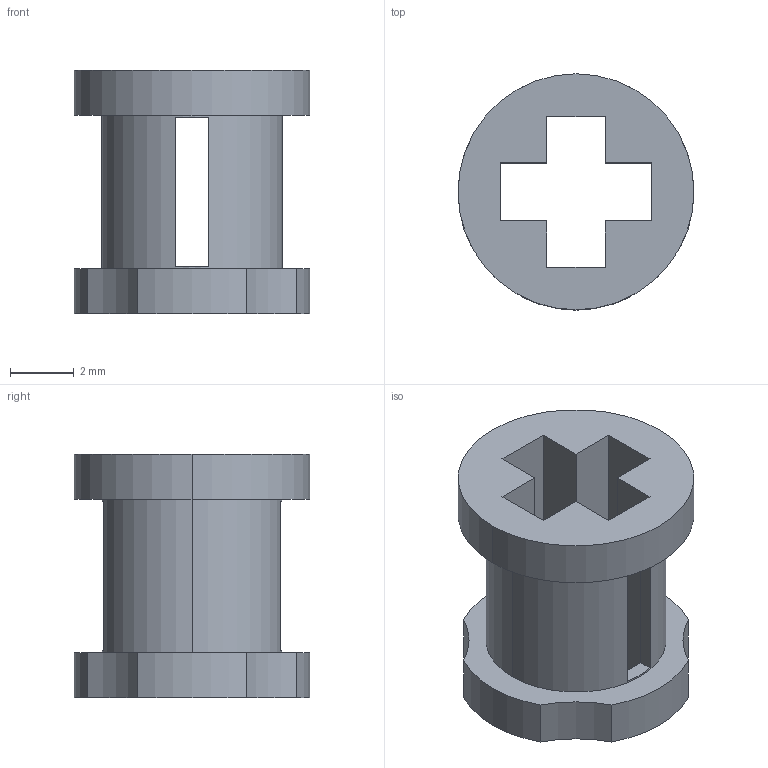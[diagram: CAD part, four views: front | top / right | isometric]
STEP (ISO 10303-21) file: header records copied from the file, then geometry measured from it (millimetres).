
FILE_DESCRIPTION((''),'1');
FILE_NAME('GEAR_SNAP_THICK','2000-08-24T',('ujkopena'),(''),'PRO/ENGINEER BY PARAMETRIC TECHNOLOGY CORPORATION, 1999390','PRO/ENGINEER BY PARAMETRIC TECHNOLOGY CORPORATION, 1999390','');
FILE_SCHEMA(('CONFIG_CONTROL_DESIGN'));
Length unit declared in the file: metre
Products named in the file (1): GEAR_SNAP_THICK
Bounding box: 7.42 x 7.42 x 7.67 mm (x, y, z)
Volume: 129.7 mm3; surface area: 378.5 mm2
Topology: 1 solids, 1 shells, 36 faces, 96 edges, 64 vertices
Faces by surface type: plane 24, cylinder 12
Entity records: 1178 total; most frequent: CARTESIAN_POINT 196, DIRECTION 196, ORIENTED_EDGE 192, EDGE_CURVE 96, VECTOR 68, LINE 68, AXIS2_PLACEMENT_3D 64, VERTEX_POINT 64
